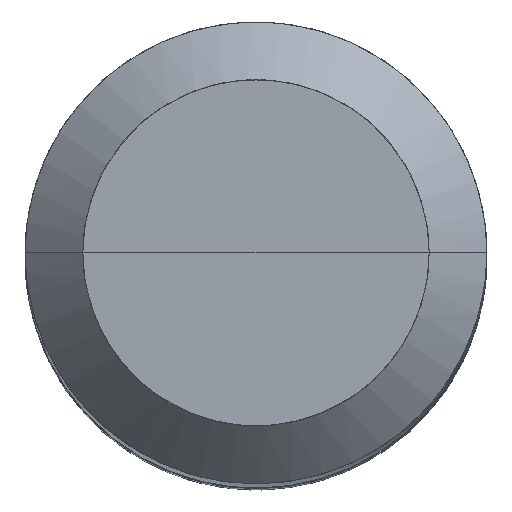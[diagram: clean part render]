
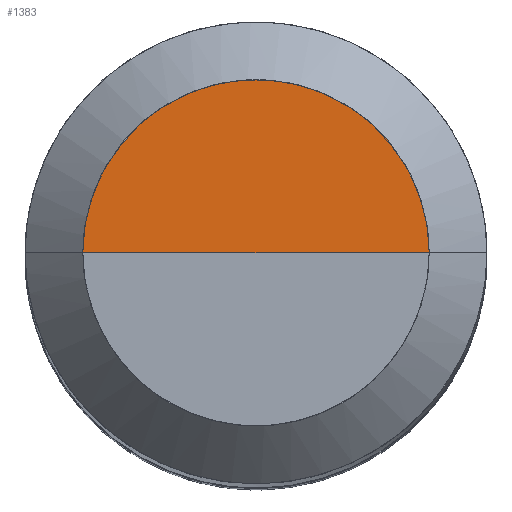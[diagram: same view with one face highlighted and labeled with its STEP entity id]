
A CAD part, top view. The second image highlights one B-rep face of the part: STEP entity #1383.
In plain terms, the highlighted free-form (B-spline) face has degree [1, 2] with [2, 5] control points.
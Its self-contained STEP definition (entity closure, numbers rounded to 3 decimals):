
#1052=CARTESIAN_POINT('',(3.0,0.0,38.0));
#1053=CARTESIAN_POINT('',(3.0,3.0,38.0));
#1054=CARTESIAN_POINT('',(0.0,3.0,38.0));
#1055=CARTESIAN_POINT('',(-3.0,3.0,38.0));
#1056=CARTESIAN_POINT('',(-3.0,0.0,38.0));
#1057=CARTESIAN_POINT('',(0.0,0.0,38.0));
#1368=(
BOUNDED_SURFACE()
B_SPLINE_SURFACE(1,2,(
(#1052,#1053,#1054,#1055,#1056),
(#1057,#1057,#1057,#1057,#1057)
), .UNSPECIFIED.,.F.,.F.,.F.)
B_SPLINE_SURFACE_WITH_KNOTS((2,2),(3,2,3),(
0.0,1.0),(
0.0,0.5,1.0), .UNSPECIFIED.)
GEOMETRIC_REPRESENTATION_ITEM()
RATIONAL_B_SPLINE_SURFACE(((1.0,0.707,1.0,0.707,1.0),
(1.0,0.707,1.0,0.707,1.0)
))
REPRESENTATION_ITEM('')
SURFACE()
);
#1369=(
BOUNDED_CURVE()
B_SPLINE_CURVE(2,(#1056,#1055,#1054,#1053,#1052),.UNSPECIFIED.,.F.,.F.)
B_SPLINE_CURVE_WITH_KNOTS((3,2,3),
(0.0,0.5,1.0),.UNSPECIFIED.)
CURVE()
GEOMETRIC_REPRESENTATION_ITEM()
RATIONAL_B_SPLINE_CURVE((1.0,0.707,1.0,0.707,1.0))
REPRESENTATION_ITEM('')
);
#1370=(
BOUNDED_CURVE()
B_SPLINE_CURVE(1,(#1052,#1057),.UNSPECIFIED.,.F.,.F.)
B_SPLINE_CURVE_WITH_KNOTS((2,2),
(0.0,1.0),.UNSPECIFIED.)
CURVE()
GEOMETRIC_REPRESENTATION_ITEM()
RATIONAL_B_SPLINE_CURVE((1.0,1.0))
REPRESENTATION_ITEM('')
);
#1371=(
BOUNDED_CURVE()
B_SPLINE_CURVE(1,(#1057,#1056),.UNSPECIFIED.,.F.,.F.)
B_SPLINE_CURVE_WITH_KNOTS((2,2),
(0.0,1.0),.UNSPECIFIED.)
CURVE()
GEOMETRIC_REPRESENTATION_ITEM()
RATIONAL_B_SPLINE_CURVE((1.0,1.0))
REPRESENTATION_ITEM('')
);
#1372=VERTEX_POINT('',#1052);
#1373=VERTEX_POINT('',#1056);
#1374=VERTEX_POINT('',#1057);
#1375=EDGE_CURVE('',#1373,#1372,#1369,.T.);
#1376=EDGE_CURVE('',#1372,#1374,#1370,.T.);
#1377=EDGE_CURVE('',#1374,#1373,#1371,.T.);
#1378=ORIENTED_EDGE('',*,*,#1375,.T.);
#1379=ORIENTED_EDGE('',*,*,#1376,.T.);
#1380=ORIENTED_EDGE('',*,*,#1377,.T.);
#1381=EDGE_LOOP('',(#1378,#1379,#1380));
#1382=FACE_OUTER_BOUND('',#1381,.T.);
#1383=ADVANCED_FACE('',(#1382),#1368,.T.);
